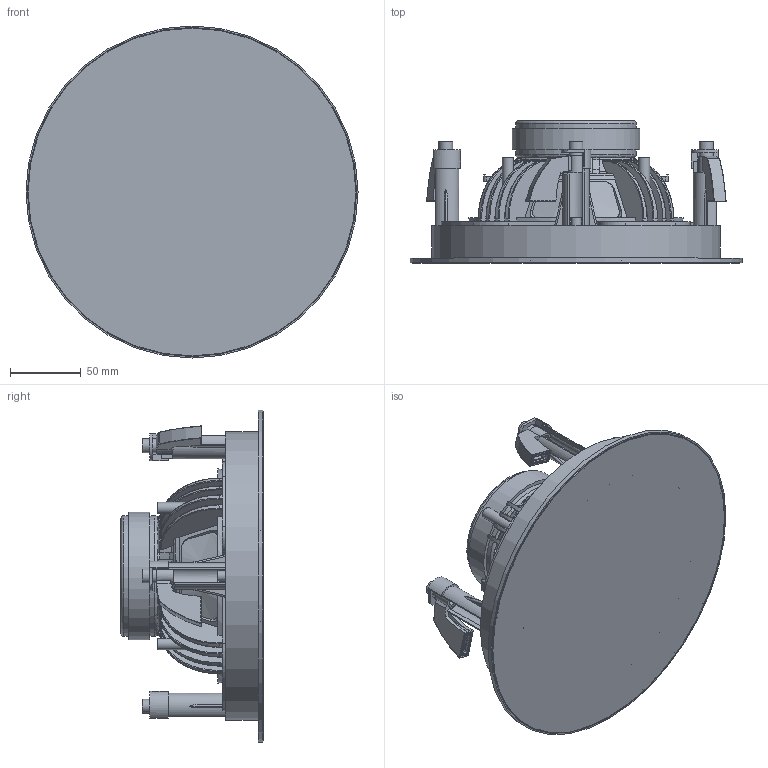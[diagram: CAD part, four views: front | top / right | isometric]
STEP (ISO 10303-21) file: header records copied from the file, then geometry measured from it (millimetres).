
FILE_DESCRIPTION(/* description */ (''),/* implementation_level */ '2;1');
FILE_NAME(/* name */ 'AUDAC-CELO6.stp',/* time_stamp */ '2021-02-25T13:17:30+01:00',/* author */ ('kamiel'),/* organization */ (''),/* preprocessor_version */ 'ST-DEVELOPER v18.1',/* originating_system */ 'Autodesk Inventor 2021',/* authorisation */ '');
FILE_SCHEMA (('AUTOMOTIVE_DESIGN { 1 0 10303 214 3 1 1 }'));
Products named in the file (1): AUDAC-CELO6
Bounding box: 234.39 x 100.4 x 234.39 mm (x, y, z)
Volume: 1665236 mm3; surface area: 289473.9 mm2
Topology: 6 solids, 15 shells, 1646 faces, 4419 edges, 2841 vertices
Faces by surface type: plane 908, cylinder 410, torus 153, cone 123, bspline 44, sphere 8
Full cylindrical faces by diameter (mm): 1.8 x8, 3.4 x10, 4.2 x4, 4.4 x4, 6 x4, 7.3 x4, 7.8 x4, 8 x4, 9.8 x4, 11 x4, 11.5 x4, 85 x2, 90 x1, 146 x1, 147 x1, 204 x1, 228 x1, 228.392 x1, 230.8 x1, 232 x1, 232.392 x1, 234.392 x1
Entity records: 63983 total; most frequent: CARTESIAN_POINT 21851, ORIENTED_EDGE 8838, DIRECTION 8162, EDGE_CURVE 4419, AXIS2_PLACEMENT_3D 2919, VERTEX_POINT 2841, LINE 2324, VECTOR 2324
